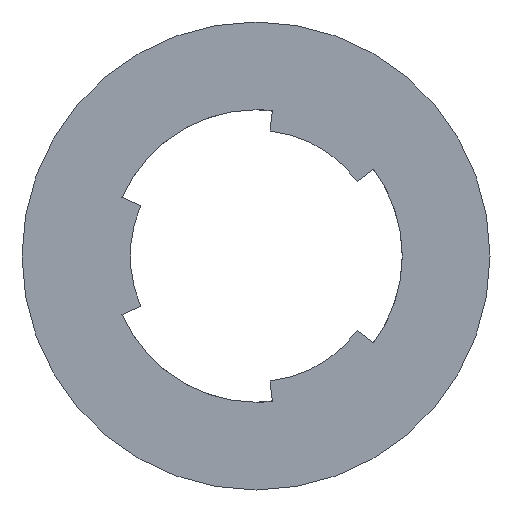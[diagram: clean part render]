
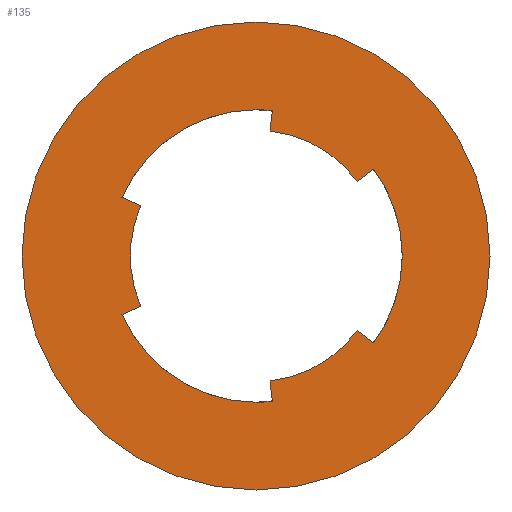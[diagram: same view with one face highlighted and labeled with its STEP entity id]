
A CAD part, front view. The second image highlights one B-rep face of the part: STEP entity #135.
In plain terms, the highlighted planar face has unit normal (0, -1, 0).
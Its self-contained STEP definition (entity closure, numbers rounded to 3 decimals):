
#3 = CARTESIAN_POINT ( 'NONE',  ( 1.73, 0., 1.277 ) ) ;
#14 = VERTEX_POINT ( 'NONE', #3 ) ;
#15 = ORIENTED_EDGE ( 'NONE', *, *, #112, .F. ) ;
#16 = ORIENTED_EDGE ( 'NONE', *, *, #232, .F. ) ;
#42 = VERTEX_POINT ( 'NONE', #290 ) ;
#44 = EDGE_CURVE ( 'NONE', #45, #42, #289, .T. ) ;
#45 = VERTEX_POINT ( 'NONE', #275 ) ;
#56 = EDGE_CURVE ( 'NONE', #42, #45, #297, .T. ) ;
#62 = EDGE_CURVE ( 'NONE', #195, #63, #427, .T. ) ;
#63 = VERTEX_POINT ( 'NONE', #379 ) ;
#109 = ORIENTED_EDGE ( 'NONE', *, *, #144, .F. ) ;
#110 = ORIENTED_EDGE ( 'NONE', *, *, #62, .F. ) ;
#112 = EDGE_CURVE ( 'NONE', #145, #14, #319, .T. ) ;
#113 = VERTEX_POINT ( 'NONE', #311 ) ;
#130 = EDGE_CURVE ( 'NONE', #131, #154, #401, .T. ) ;
#131 = VERTEX_POINT ( 'NONE', #397 ) ;
#132 = ORIENTED_EDGE ( 'NONE', *, *, #44, .T. ) ;
#133 = EDGE_LOOP ( 'NONE', ( #134, #203, #206, #209, #211, #212, #222, #16, #15, #109, #237, #239, #234, #110 ) ) ;
#134 = ORIENTED_EDGE ( 'NONE', *, *, #194, .F. ) ;
#135 = ADVANCED_FACE ( 'NONE', ( #396, #395 ), #394, .T. ) ;
#136 = EDGE_LOOP ( 'NONE', ( #132, #137 ) ) ;
#137 = ORIENTED_EDGE ( 'NONE', *, *, #56, .T. ) ;
#144 = EDGE_CURVE ( 'NONE', #158, #145, #441, .T. ) ;
#145 = VERTEX_POINT ( 'NONE', #436 ) ;
#154 = VERTEX_POINT ( 'NONE', #548 ) ;
#156 = EDGE_CURVE ( 'NONE', #154, #180, #447, .T. ) ;
#158 = VERTEX_POINT ( 'NONE', #499 ) ;
#180 = VERTEX_POINT ( 'NONE', #459 ) ;
#182 = EDGE_CURVE ( 'NONE', #180, #183, #458, .T. ) ;
#183 = VERTEX_POINT ( 'NONE', #506 ) ;
#192 = VERTEX_POINT ( 'NONE', #515 ) ;
#194 = EDGE_CURVE ( 'NONE', #192, #195, #514, .T. ) ;
#195 = VERTEX_POINT ( 'NONE', #509 ) ;
#203 = ORIENTED_EDGE ( 'NONE', *, *, #204, .F. ) ;
#204 = EDGE_CURVE ( 'NONE', #205, #192, #624, .T. ) ;
#205 = VERTEX_POINT ( 'NONE', #620 ) ;
#206 = ORIENTED_EDGE ( 'NONE', *, *, #207, .F. ) ;
#207 = EDGE_CURVE ( 'NONE', #208, #205, #619, .T. ) ;
#208 = VERTEX_POINT ( 'NONE', #614 ) ;
#209 = ORIENTED_EDGE ( 'NONE', *, *, #210, .F. ) ;
#210 = EDGE_CURVE ( 'NONE', #183, #208, #613, .T. ) ;
#211 = ORIENTED_EDGE ( 'NONE', *, *, #182, .F. ) ;
#212 = ORIENTED_EDGE ( 'NONE', *, *, #156, .F. ) ;
#222 = ORIENTED_EDGE ( 'NONE', *, *, #130, .F. ) ;
#232 = EDGE_CURVE ( 'NONE', #14, #131, #569, .T. ) ;
#233 = VERTEX_POINT ( 'NONE', #564 ) ;
#234 = ORIENTED_EDGE ( 'NONE', *, *, #235, .F. ) ;
#235 = EDGE_CURVE ( 'NONE', #63, #233, #563, .T. ) ;
#237 = ORIENTED_EDGE ( 'NONE', *, *, #238, .F. ) ;
#238 = EDGE_CURVE ( 'NONE', #113, #158, #559, .T. ) ;
#239 = ORIENTED_EDGE ( 'NONE', *, *, #240, .F. ) ;
#240 = EDGE_CURVE ( 'NONE', #233, #113, #554, .T. ) ;
#275 = CARTESIAN_POINT ( 'NONE',  ( 0., 0., -4. ) ) ;
#276 = DIRECTION ( 'NONE',  ( 0., 0., -1. ) ) ;
#277 = DIRECTION ( 'NONE',  ( 0., -1., 0. ) ) ;
#278 = CARTESIAN_POINT ( 'NONE',  ( 0., 0., 0. ) ) ;
#279 = AXIS2_PLACEMENT_3D ( 'NONE', #278, #277, #276 ) ;
#289 = CIRCLE ( 'NONE', #279, 4. ) ;
#290 = CARTESIAN_POINT ( 'NONE',  ( 0., 0., 4. ) ) ;
#294 = DIRECTION ( 'NONE',  ( 0., 0., -1. ) ) ;
#295 = DIRECTION ( 'NONE',  ( 0., -1., 0. ) ) ;
#296 = AXIS2_PLACEMENT_3D ( 'NONE', #370, #295, #294 ) ;
#297 = CIRCLE ( 'NONE', #296, 4. ) ;
#311 = CARTESIAN_POINT ( 'NONE',  ( 1.73, 0., -1.277 ) ) ;
#312 = DIRECTION ( 'NONE',  ( -0.805, 0., -0.594 ) ) ;
#313 = VECTOR ( 'NONE', #312, 1000. ) ;
#314 = CARTESIAN_POINT ( 'NONE',  ( 2.012, 0., 1.484 ) ) ;
#319 = LINE ( 'NONE', #314, #313 ) ;
#370 = CARTESIAN_POINT ( 'NONE',  ( 0., 0., 0. ) ) ;
#379 = CARTESIAN_POINT ( 'NONE',  ( 0.28, 0., -2.484 ) ) ;
#380 = DIRECTION ( 'NONE',  ( 0., 0., -1. ) ) ;
#381 = DIRECTION ( 'NONE',  ( 0., -1., 0. ) ) ;
#382 = CARTESIAN_POINT ( 'NONE',  ( 0., 0., 0. ) ) ;
#383 = AXIS2_PLACEMENT_3D ( 'NONE', #382, #381, #380 ) ;
#390 = DIRECTION ( 'NONE',  ( 0., 0., -1. ) ) ;
#391 = DIRECTION ( 'NONE',  ( 0., -1., 0. ) ) ;
#392 = CARTESIAN_POINT ( 'NONE',  ( 2.5, 0., 0. ) ) ;
#393 = AXIS2_PLACEMENT_3D ( 'NONE', #392, #391, #390 ) ;
#394 = PLANE ( 'NONE',  #393 ) ;
#395 = FACE_BOUND ( 'NONE', #133, .T. ) ;
#396 = FACE_OUTER_BOUND ( 'NONE', #136, .T. ) ;
#397 = CARTESIAN_POINT ( 'NONE',  ( 0.24, 0., 2.137 ) ) ;
#398 = DIRECTION ( 'NONE',  ( 0.112, 0., 0.994 ) ) ;
#399 = VECTOR ( 'NONE', #398, 1000. ) ;
#400 = CARTESIAN_POINT ( 'NONE',  ( 0.28, 0., 2.484 ) ) ;
#401 = LINE ( 'NONE', #400, #399 ) ;
#427 = CIRCLE ( 'NONE', #383, 2.5 ) ;
#436 = CARTESIAN_POINT ( 'NONE',  ( 2.012, 0., 1.484 ) ) ;
#437 = DIRECTION ( 'NONE',  ( 0., 0., -1. ) ) ;
#438 = DIRECTION ( 'NONE',  ( 0., -1., 0. ) ) ;
#439 = CARTESIAN_POINT ( 'NONE',  ( 0., 0., 0. ) ) ;
#440 = AXIS2_PLACEMENT_3D ( 'NONE', #439, #438, #437 ) ;
#441 = CIRCLE ( 'NONE', #440, 2.5 ) ;
#447 = CIRCLE ( 'NONE', #541, 2.5 ) ;
#454 = DIRECTION ( 'NONE',  ( 0., 0., -1. ) ) ;
#455 = DIRECTION ( 'NONE',  ( 0., -1., 0. ) ) ;
#456 = CARTESIAN_POINT ( 'NONE',  ( 0., 0., 0. ) ) ;
#457 = AXIS2_PLACEMENT_3D ( 'NONE', #456, #455, #454 ) ;
#458 = CIRCLE ( 'NONE', #457, 2.5 ) ;
#459 = CARTESIAN_POINT ( 'NONE',  ( 0., 0., 2.5 ) ) ;
#464 = DIRECTION ( 'NONE',  ( 0., 0., -1. ) ) ;
#499 = CARTESIAN_POINT ( 'NONE',  ( 2.012, 0., -1.484 ) ) ;
#506 = CARTESIAN_POINT ( 'NONE',  ( -2.291, 0., 1. ) ) ;
#509 = CARTESIAN_POINT ( 'NONE',  ( 0., 0., -2.5 ) ) ;
#510 = DIRECTION ( 'NONE',  ( 0., 0., -1. ) ) ;
#511 = DIRECTION ( 'NONE',  ( 0., -1., 0. ) ) ;
#512 = CARTESIAN_POINT ( 'NONE',  ( 0., 0., 0. ) ) ;
#513 = AXIS2_PLACEMENT_3D ( 'NONE', #512, #511, #510 ) ;
#514 = CIRCLE ( 'NONE', #513, 2.5 ) ;
#515 = CARTESIAN_POINT ( 'NONE',  ( -2.291, 0., -1. ) ) ;
#539 = DIRECTION ( 'NONE',  ( 0., -1., 0. ) ) ;
#540 = CARTESIAN_POINT ( 'NONE',  ( 0., 0., 0. ) ) ;
#541 = AXIS2_PLACEMENT_3D ( 'NONE', #540, #539, #464 ) ;
#548 = CARTESIAN_POINT ( 'NONE',  ( 0.28, 0., 2.484 ) ) ;
#552 = CARTESIAN_POINT ( 'NONE',  ( 0., 0., 0. ) ) ;
#553 = AXIS2_PLACEMENT_3D ( 'NONE', #552, #602, #601 ) ;
#554 = CIRCLE ( 'NONE', #553, 2.15 ) ;
#556 = DIRECTION ( 'NONE',  ( 0.805, 0., -0.594 ) ) ;
#557 = VECTOR ( 'NONE', #556, 1000. ) ;
#558 = CARTESIAN_POINT ( 'NONE',  ( 2.012, 0., -1.484 ) ) ;
#559 = LINE ( 'NONE', #558, #557 ) ;
#560 = DIRECTION ( 'NONE',  ( -0.112, 0., 0.994 ) ) ;
#561 = VECTOR ( 'NONE', #560, 1000. ) ;
#562 = CARTESIAN_POINT ( 'NONE',  ( 0.28, 0., -2.484 ) ) ;
#563 = LINE ( 'NONE', #562, #561 ) ;
#564 = CARTESIAN_POINT ( 'NONE',  ( 0.24, 0., -2.137 ) ) ;
#565 = DIRECTION ( 'NONE',  ( 0.866, 0., -0.5 ) ) ;
#566 = DIRECTION ( 'NONE',  ( 0., -1., 0. ) ) ;
#567 = CARTESIAN_POINT ( 'NONE',  ( 0., 0., 0. ) ) ;
#568 = AXIS2_PLACEMENT_3D ( 'NONE', #567, #566, #565 ) ;
#569 = CIRCLE ( 'NONE', #568, 2.15 ) ;
#601 = DIRECTION ( 'NONE',  ( -0.866, 0., -0.5 ) ) ;
#602 = DIRECTION ( 'NONE',  ( 0., -1., 0. ) ) ;
#610 = DIRECTION ( 'NONE',  ( 0.917, 0., -0.4 ) ) ;
#611 = VECTOR ( 'NONE', #610, 1000. ) ;
#612 = CARTESIAN_POINT ( 'NONE',  ( -2.291, 0., 1. ) ) ;
#613 = LINE ( 'NONE', #612, #611 ) ;
#614 = CARTESIAN_POINT ( 'NONE',  ( -1.971, 0., 0.86 ) ) ;
#615 = DIRECTION ( 'NONE',  ( 0., 0., 1. ) ) ;
#616 = DIRECTION ( 'NONE',  ( 0., -1., 0. ) ) ;
#617 = CARTESIAN_POINT ( 'NONE',  ( 0., 0., 0. ) ) ;
#618 = AXIS2_PLACEMENT_3D ( 'NONE', #617, #616, #615 ) ;
#619 = CIRCLE ( 'NONE', #618, 2.15 ) ;
#620 = CARTESIAN_POINT ( 'NONE',  ( -1.971, 0., -0.86 ) ) ;
#621 = DIRECTION ( 'NONE',  ( -0.917, 0., -0.4 ) ) ;
#622 = VECTOR ( 'NONE', #621, 1000. ) ;
#623 = CARTESIAN_POINT ( 'NONE',  ( -2.291, 0., -1. ) ) ;
#624 = LINE ( 'NONE', #623, #622 ) ;
